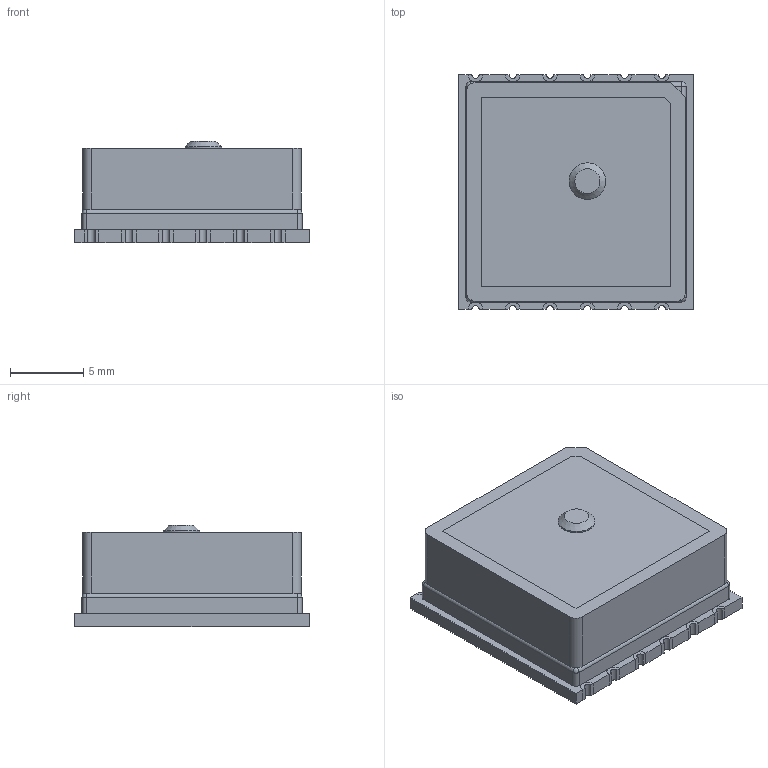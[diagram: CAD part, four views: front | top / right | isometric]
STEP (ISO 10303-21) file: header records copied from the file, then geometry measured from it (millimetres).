
FILE_DESCRIPTION(/* description */ (''),/* implementation_level */ '2;1');
FILE_NAME(/* name */ 'Quectel L80.step',/* time_stamp */ '2019-07-24T10:43:01-03:00',/* author */ (''),/* organization */ (''),/* preprocessor_version */ 'ST-DEVELOPER v18',/* originating_system */ 'Autodesk Translation Framework v8.2.0.1029',/* authorisation */ '');
FILE_SCHEMA (('AUTOMOTIVE_DESIGN { 1 0 10303 214 3 1 1 }'));
Length unit declared in the file: millimetre
Products named in the file (1): Quectel L80
Bounding box: 16 x 16 x 6.95 mm (x, y, z)
Volume: 1380.1 mm3; surface area: 2399.6 mm2
Topology: 17 solids, 17 shells, 243 faces, 565 edges, 357 vertices
Faces by surface type: plane 190, cylinder 48, sphere 4, cone 1
Full cylindrical faces by diameter (mm): 2.5 x1
Entity records: 6846 total; most frequent: CARTESIAN_POINT 1166, DIRECTION 1152, ORIENTED_EDGE 1130, EDGE_CURVE 565, LINE 466, VECTOR 466, VERTEX_POINT 357, AXIS2_PLACEMENT_3D 343
